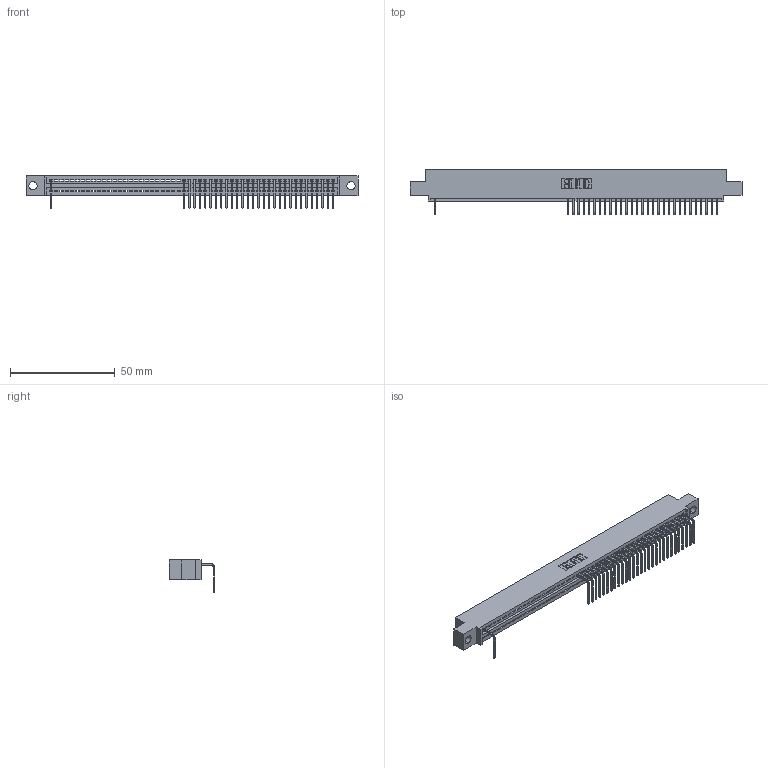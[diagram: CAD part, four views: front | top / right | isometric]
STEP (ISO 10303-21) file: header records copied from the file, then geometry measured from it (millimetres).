
FILE_DESCRIPTION (( 'STEP AP203' ), '1' );
FILE_NAME ('345-054-558-404.STEP', '2018-09-24T01:07:26', ( '' ), ( '' ), 'SwSTEP 2.0', 'SolidWorks 2016', '' );
FILE_SCHEMA (( 'CONFIG_CONTROL_DESIGN' ));
Length unit declared in the file: inch
Products named in the file (3): 345-292-001_558 Tail - 2; 345-054-558-404; 345 Part_0.110 Offset - 0.156 Dia-TH
Assembly tree (31 placements, depth 2):
  345-054-558-404
    345 Part_0.110 Offset - 0.156 Dia-TH
    345-292-001_558 Tail - 2  x30
Bounding box: 158.37 x 21.83 x 15.37 mm (x, y, z)
Volume: 14804.3 mm3; surface area: 18855.2 mm2
Topology: 31 solids, 31 shells, 2314 faces, 7109 edges, 4698 vertices
Faces by surface type: plane 1680, cylinder 634
Entity records: 38477 total; most frequent: ORIENTED_EDGE 6794, CARTESIAN_POINT 6782, DIRECTION 5877, EDGE_CURVE 3397, VECTOR 3049, LINE 3049, VERTEX_POINT 2262, AXIS2_PLACEMENT_3D 1414
